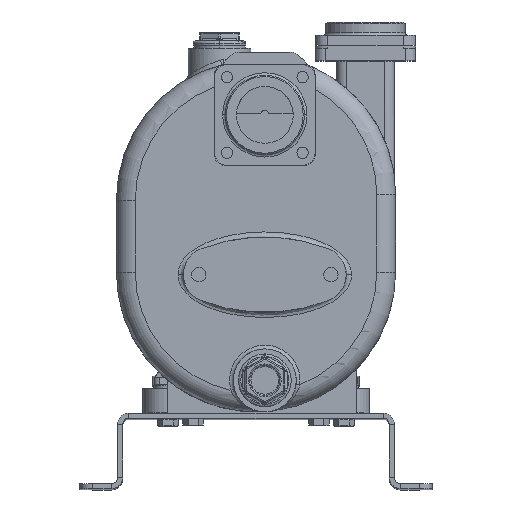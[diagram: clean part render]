
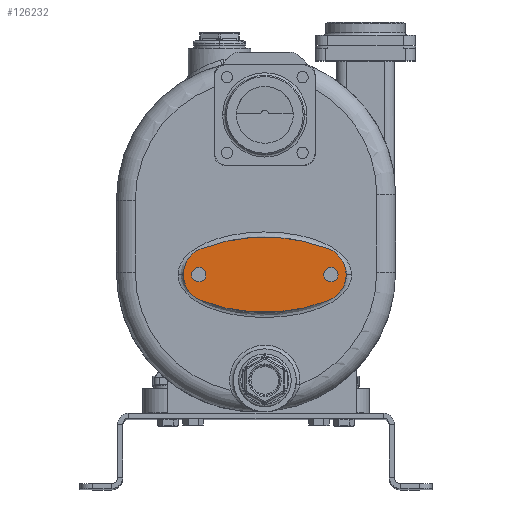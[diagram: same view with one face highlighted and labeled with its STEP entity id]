
A CAD part, top view. The second image highlights one B-rep face of the part: STEP entity #126232.
In plain terms, the highlighted planar face has unit normal (0, 0, 1).
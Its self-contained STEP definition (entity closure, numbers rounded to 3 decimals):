
#126029=CARTESIAN_POINT('',(6.982,220.,93.));
#126030=DIRECTION('',(0.,0.,1.));
#126031=DIRECTION('',(-0.362,-0.932,0.));
#126032=AXIS2_PLACEMENT_3D('',#126029,#126030,#126031);
#126034=CARTESIAN_POINT('',(-35.727,110.,93.));
#126035=DIRECTION('',(0.,0.,1.));
#126036=DIRECTION('',(-0.362,0.932,0.));
#126037=AXIS2_PLACEMENT_3D('',#126034,#126035,#126036);
#126039=CARTESIAN_POINT('',(6.982,0.,93.));
#126040=DIRECTION('',(0.,0.,1.));
#126041=DIRECTION('',(0.362,0.932,0.));
#126042=AXIS2_PLACEMENT_3D('',#126039,#126040,#126041);
#126044=CARTESIAN_POINT('',(49.69,110.,93.));
#126045=DIRECTION('',(0.,0.,1.));
#126046=DIRECTION('',(0.362,-0.932,0.));
#126047=AXIS2_PLACEMENT_3D('',#126044,#126045,#126046);
#126049=CARTESIAN_POINT('',(59.49,110.,93.));
#126050=DIRECTION('',(0.,0.,1.));
#126051=DIRECTION('',(1.,0.,0.));
#126052=AXIS2_PLACEMENT_3D('',#126049,#126050,#126051);
#126054=CARTESIAN_POINT('',(59.49,110.,93.));
#126055=DIRECTION('',(0.,0.,1.));
#126056=DIRECTION('',(-1.,0.,0.));
#126057=AXIS2_PLACEMENT_3D('',#126054,#126055,#126056);
#126059=CARTESIAN_POINT('',(-45.51,110.,93.));
#126060=DIRECTION('',(0.,0.,-1.));
#126061=DIRECTION('',(-1.,0.,0.));
#126062=AXIS2_PLACEMENT_3D('',#126059,#126060,#126061);
#126064=CARTESIAN_POINT('',(-45.51,110.,93.));
#126065=DIRECTION('',(0.,0.,-1.));
#126066=DIRECTION('',(1.,0.,0.));
#126067=AXIS2_PLACEMENT_3D('',#126064,#126065,#126066);
#126153=CARTESIAN_POINT('',(-43.68,89.488,93.));
#126154=CARTESIAN_POINT('',(57.643,89.488,93.));
#126155=VERTEX_POINT('',#126153);
#126156=VERTEX_POINT('',#126154);
#126157=CARTESIAN_POINT('',(57.643,130.512,93.));
#126158=VERTEX_POINT('',#126157);
#126159=CARTESIAN_POINT('',(-43.68,130.512,93.));
#126160=VERTEX_POINT('',#126159);
#126165=CARTESIAN_POINT('',(65.24,110.,93.));
#126166=CARTESIAN_POINT('',(53.74,110.,93.));
#126167=VERTEX_POINT('',#126165);
#126168=VERTEX_POINT('',#126166);
#126170=CARTESIAN_POINT('',(-51.26,110.,93.));
#126172=VERTEX_POINT('',#126170);
#126174=CARTESIAN_POINT('',(-39.76,110.,93.));
#126176=VERTEX_POINT('',#126174);
#126207=CARTESIAN_POINT('',(6.99,110.,93.));
#126208=DIRECTION('',(0.,0.,1.));
#126209=DIRECTION('',(-1.,0.,0.));
#126210=AXIS2_PLACEMENT_3D('',#126207,#126208,#126209);
#126211=PLANE('',#126210);
#126213=ORIENTED_EDGE('',*,*,#126212,.F.);
#126215=ORIENTED_EDGE('',*,*,#126214,.F.);
#126217=ORIENTED_EDGE('',*,*,#126216,.F.);
#126219=ORIENTED_EDGE('',*,*,#126218,.F.);
#126220=EDGE_LOOP('',(#126213,#126215,#126217,#126219));
#126221=FACE_OUTER_BOUND('',#126220,.F.);
#126223=ORIENTED_EDGE('',*,*,#126222,.T.);
#126225=ORIENTED_EDGE('',*,*,#126224,.T.);
#126226=EDGE_LOOP('',(#126223,#126225));
#126227=FACE_BOUND('',#126226,.F.);
#126228=ORIENTED_EDGE('',*,*,#126199,.F.);
#126229=ORIENTED_EDGE('',*,*,#126188,.F.);
#126230=EDGE_LOOP('',(#126228,#126229));
#126231=FACE_BOUND('',#126230,.F.);
#126232=ADVANCED_FACE('',(#126221,#126227,#126231),#126211,.T.);
#126033=CIRCLE('',#126032,140.);
#126038=CIRCLE('',#126037,22.);
#126043=CIRCLE('',#126042,140.);
#126048=CIRCLE('',#126047,22.);
#126053=CIRCLE('',#126052,5.75);
#126058=CIRCLE('',#126057,5.75);
#126063=CIRCLE('',#126062,5.75);
#126068=CIRCLE('',#126067,5.75);
#126188=EDGE_CURVE('',#126176,#126172,#126068,.T.);
#126199=EDGE_CURVE('',#126172,#126176,#126063,.T.);
#126212=EDGE_CURVE('',#126155,#126156,#126033,.T.);
#126214=EDGE_CURVE('',#126160,#126155,#126038,.T.);
#126216=EDGE_CURVE('',#126158,#126160,#126043,.T.);
#126218=EDGE_CURVE('',#126156,#126158,#126048,.T.);
#126222=EDGE_CURVE('',#126167,#126168,#126053,.T.);
#126224=EDGE_CURVE('',#126168,#126167,#126058,.T.);
